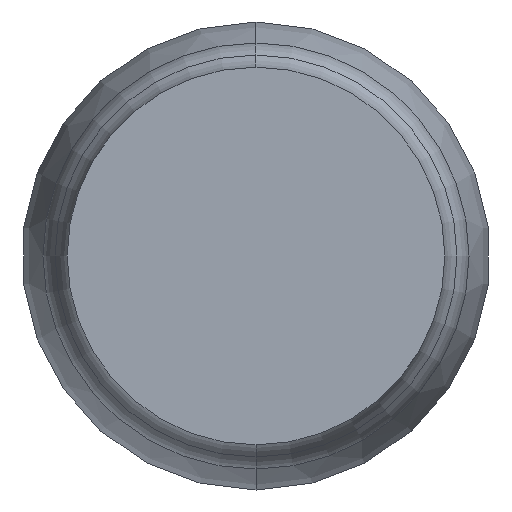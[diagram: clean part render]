
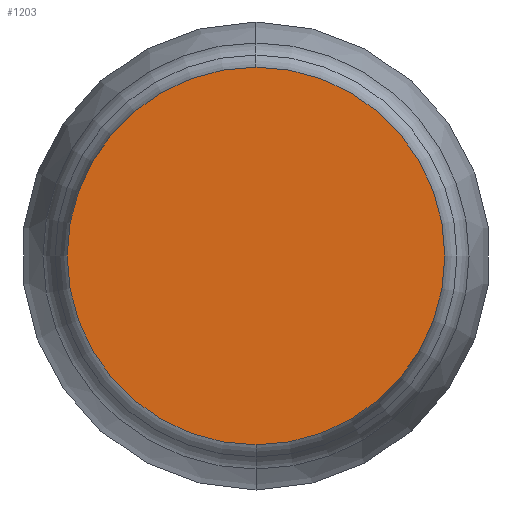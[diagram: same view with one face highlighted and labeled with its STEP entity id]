
A CAD part, front view. The second image highlights one B-rep face of the part: STEP entity #1203.
In plain terms, the highlighted planar face has unit normal (0, -1, 0).
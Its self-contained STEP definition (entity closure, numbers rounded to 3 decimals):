
#35 = CARTESIAN_POINT ( 'NONE',  ( 0., -30., 0. ) ) ;
#233 = PLANE ( 'NONE',  #3330 ) ;
#418 = CIRCLE ( 'NONE', #3309, 0.585 ) ;
#494 = DIRECTION ( 'NONE',  ( 0., 0., 1. ) ) ;
#537 = VERTEX_POINT ( 'NONE', #1336 ) ;
#679 = EDGE_LOOP ( 'NONE', ( #1907, #1502 ) ) ;
#688 = EDGE_CURVE ( 'NONE', #537, #2120, #1426, .T. ) ;
#1176 = DIRECTION ( 'NONE',  ( 0., 0., 1. ) ) ;
#1198 = CARTESIAN_POINT ( 'NONE',  ( 0., -30., 0. ) ) ;
#1203 = ADVANCED_FACE ( 'NONE', ( #3478 ), #233, .F. ) ;
#1336 = CARTESIAN_POINT ( 'NONE',  ( 0., -30., 0.585 ) ) ;
#1426 = CIRCLE ( 'NONE', #1652, 0.585 ) ;
#1502 = ORIENTED_EDGE ( 'NONE', *, *, #2759, .F. ) ;
#1652 = AXIS2_PLACEMENT_3D ( 'NONE', #35, #2448, #2728 ) ;
#1907 = ORIENTED_EDGE ( 'NONE', *, *, #688, .F. ) ;
#2120 = VERTEX_POINT ( 'NONE', #2278 ) ;
#2148 = DIRECTION ( 'NONE',  ( 0., 1., 0. ) ) ;
#2278 = CARTESIAN_POINT ( 'NONE',  ( 0., -30., -0.585 ) ) ;
#2448 = DIRECTION ( 'NONE',  ( 0., 1., 0. ) ) ;
#2728 = DIRECTION ( 'NONE',  ( 0., 0., 1. ) ) ;
#2759 = EDGE_CURVE ( 'NONE', #2120, #537, #418, .T. ) ;
#2787 = DIRECTION ( 'NONE',  ( 0., 1., 0. ) ) ;
#3193 = CARTESIAN_POINT ( 'NONE',  ( 0.585, -30., 0. ) ) ;
#3309 = AXIS2_PLACEMENT_3D ( 'NONE', #1198, #2787, #1176 ) ;
#3330 = AXIS2_PLACEMENT_3D ( 'NONE', #3193, #2148, #494 ) ;
#3478 = FACE_OUTER_BOUND ( 'NONE', #679, .T. ) ;
